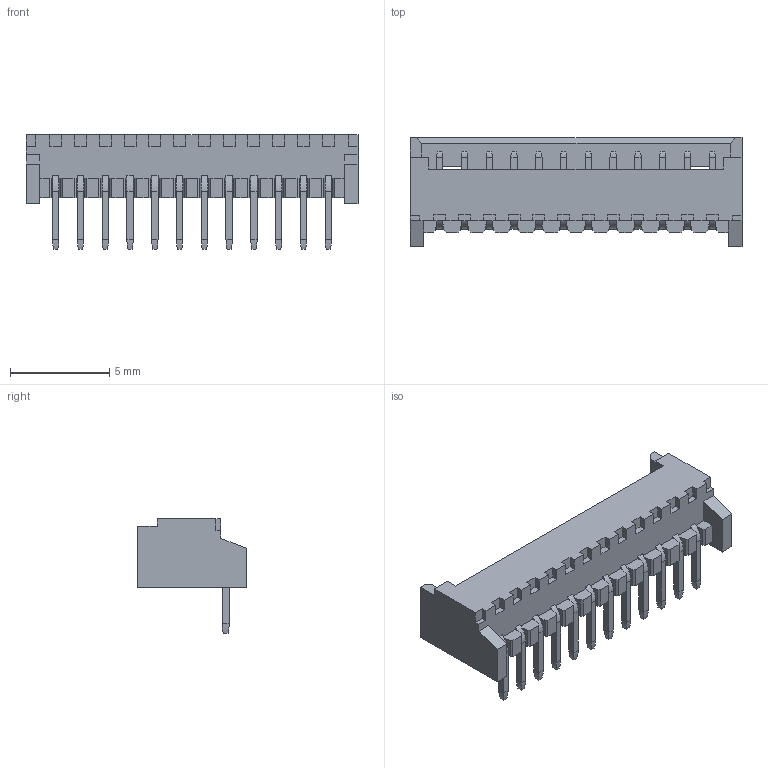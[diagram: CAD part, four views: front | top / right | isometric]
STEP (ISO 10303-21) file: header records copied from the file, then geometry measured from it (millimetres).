
FILE_DESCRIPTION((''),'2;1');
FILE_NAME('530481210','2016-08-16T',('rlalsangi'),(''),'PRO/ENGINEER BY PARAMETRIC TECHNOLOGY CORPORATION, 2012310','PRO/ENGINEER BY PARAMETRIC TECHNOLOGY CORPORATION, 2012310','');
FILE_SCHEMA(('CONFIG_CONTROL_DESIGN'));
Length unit declared in the file: millimetre
Products named in the file (1): 530481210
Bounding box: 16.75 x 5.5 x 5.8 mm (x, y, z)
Volume: 121.3 mm3; surface area: 467.4 mm2
Topology: 1 solids, 1 shells, 430 faces, 1122 edges, 706 vertices
Faces by surface type: plane 322, bspline 96, cylinder 12
Entity records: 15205 total; most frequent: CARTESIAN_POINT 5115, ORIENTED_EDGE 2196, DIRECTION 1768, EDGE_CURVE 1098, VECTOR 954, LINE 954, VERTEX_POINT 682, EDGE_LOOP 446
